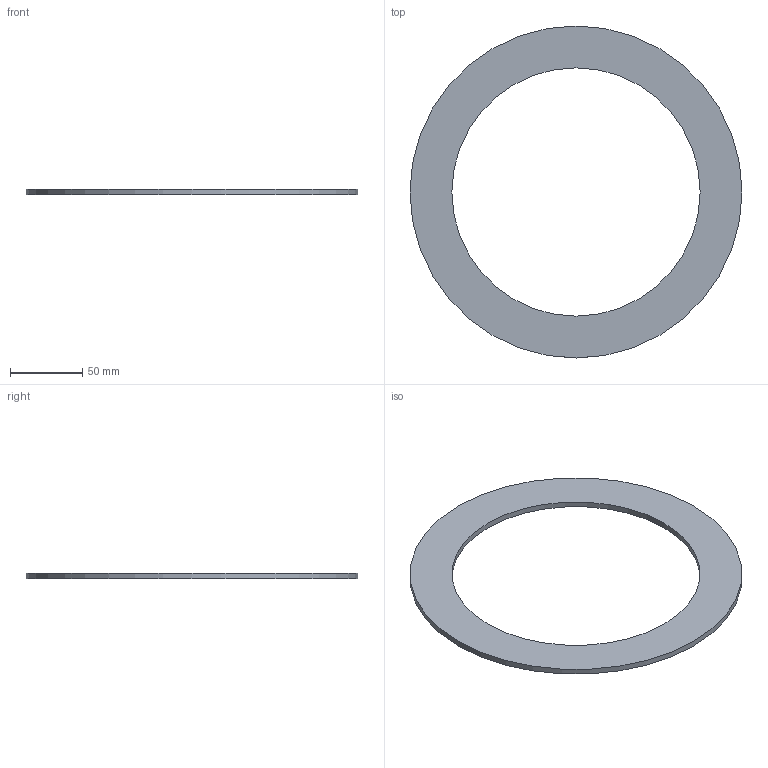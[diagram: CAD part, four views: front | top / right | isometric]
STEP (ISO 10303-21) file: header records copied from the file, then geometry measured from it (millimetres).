
FILE_DESCRIPTION(/* description */ (''),/* implementation_level */ '2;1');
FILE_NAME(/* name */ '',/* time_stamp */ '2025-12-26T19:32:53+03:00',/* author */ ('Phantom'),/* organization */ (''),/* preprocessor_version */ 'ST-DEVELOPER v20.1',/* originating_system */ 'Autodesk Inventor 2026',/* authorisation */ '');
FILE_SCHEMA (('AUTOMOTIVE_DESIGN { 1 0 10303 214 3 1 1 }'));
Length unit declared in the file: millimetre
Products named in the file (1): второй верх
Bounding box: 230 x 230 x 4 mm (x, y, z)
Volume: 73249.4 mm3; surface area: 41676.4 mm2
Topology: 1 solids, 1 shells, 4 faces, 19 edges, 25 vertices
Faces by surface type: cylinder 2, plane 2
Full cylindrical faces by diameter (mm): 172 x1, 230 x1
Entity records: 227 total; most frequent: CARTESIAN_POINT 36, DIRECTION 34, AXIS2_PLACEMENT_3D 16, ORIENTED_EDGE 12, CIRCLE 11, STYLED_ITEM 8, POLYLINE 6, EDGE_LOOP 6
